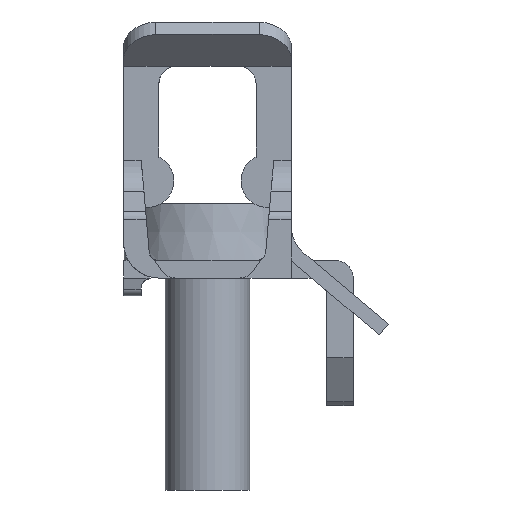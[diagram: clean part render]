
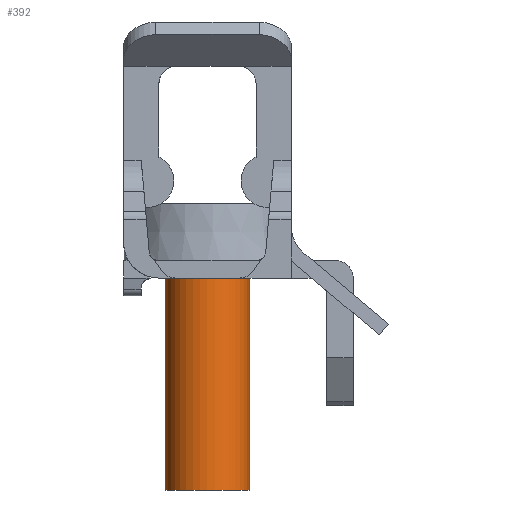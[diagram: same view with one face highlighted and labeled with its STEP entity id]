
A CAD part, left-side view. The second image highlights one B-rep face of the part: STEP entity #392.
In plain terms, the highlighted cylindrical face has radius 2.4 mm (diameter 4.8 mm), a full revolution.
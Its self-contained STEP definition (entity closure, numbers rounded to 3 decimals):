
#392 = ADVANCED_FACE( '', ( #813, #814 ), #815, .T. );
#813 = FACE_OUTER_BOUND( '', #1259, .T. );
#814 = FACE_OUTER_BOUND( '', #1260, .T. );
#815 = CYLINDRICAL_SURFACE( '', #1261, 2.4 );
#1259 = EDGE_LOOP( '', ( #2431 ) );
#1260 = EDGE_LOOP( '', ( #2432 ) );
#1261 = AXIS2_PLACEMENT_3D( '', #2433, #2434, #2435 );
#2431 = ORIENTED_EDGE( '', *, *, #3252, .T. );
#2432 = ORIENTED_EDGE( '', *, *, #3222, .T. );
#2433 = CARTESIAN_POINT( '', ( 0., 0., 3.2 ) );
#2434 = DIRECTION( '', ( 0., 0., -1. ) );
#2435 = DIRECTION( '', ( 1., 0., 0. ) );
#3222 = EDGE_CURVE( '', #4044, #4044, #4045, .T. );
#3252 = EDGE_CURVE( '', #4076, #4076, #4077, .F. );
#4044 = VERTEX_POINT( '', #5243 );
#4045 = CIRCLE( '', #5244, 2.4 );
#4076 = VERTEX_POINT( '', #5284 );
#4077 = CIRCLE( '', #5285, 2.4 );
#5243 = CARTESIAN_POINT( '', ( 2.4, 0., -13. ) );
#5244 = AXIS2_PLACEMENT_3D( '', #5935, #5936, #5937 );
#5284 = CARTESIAN_POINT( '', ( 2.4, 0., -1. ) );
#5285 = AXIS2_PLACEMENT_3D( '', #5965, #5966, #5967 );
#5935 = CARTESIAN_POINT( '', ( 0., 0., -13. ) );
#5936 = DIRECTION( '', ( 0., 0., 1. ) );
#5937 = DIRECTION( '', ( 1., 0., 0. ) );
#5965 = CARTESIAN_POINT( '', ( 0., 0., -1. ) );
#5966 = DIRECTION( '', ( 0., 0., 1. ) );
#5967 = DIRECTION( '', ( 1., 0., 0. ) );
